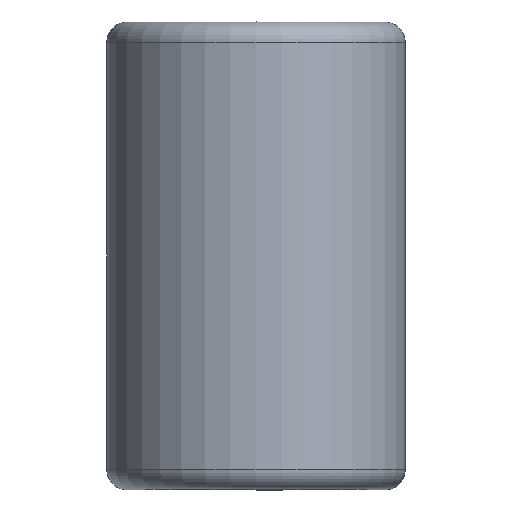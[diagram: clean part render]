
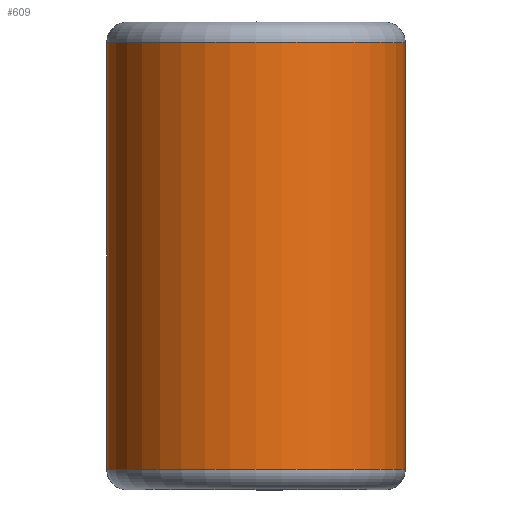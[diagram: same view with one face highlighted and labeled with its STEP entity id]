
A CAD part, top view. The second image highlights one B-rep face of the part: STEP entity #609.
In plain terms, the highlighted cylindrical face has radius 5.575 mm (diameter 11.151 mm), a partial arc.
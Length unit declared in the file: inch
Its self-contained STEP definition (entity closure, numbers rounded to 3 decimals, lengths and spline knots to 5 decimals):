
#38 = DIRECTION ( 'NONE',  ( 0., 1., 0. ) ) ;
#174 = ORIENTED_EDGE ( 'NONE', *, *, #2005, .T. ) ;
#228 = CARTESIAN_POINT ( 'NONE',  ( 0., -0.31375, 0. ) ) ;
#248 = CARTESIAN_POINT ( 'NONE',  ( 0., 0.31375, 0. ) ) ;
#371 = DIRECTION ( 'NONE',  ( 0., 1., 0. ) ) ;
#424 = DIRECTION ( 'NONE',  ( 0., 0., -1. ) ) ;
#441 = DIRECTION ( 'NONE',  ( 0., 0., -1. ) ) ;
#556 = AXIS2_PLACEMENT_3D ( 'NONE', #1626, #1642, #1957 ) ;
#606 = CARTESIAN_POINT ( 'NONE',  ( 0.2195, 0.31375, 0. ) ) ;
#609 = ADVANCED_FACE ( 'NONE', ( #1627 ), #1896, .T. ) ;
#773 = VECTOR ( 'NONE', #38, 39.37008 ) ;
#801 = VECTOR ( 'NONE', #371, 39.37008 ) ;
#828 = CIRCLE ( 'NONE', #1307, 0.2195 ) ;
#834 = EDGE_LOOP ( 'NONE', ( #174, #1114, #1533, #979 ) ) ;
#865 = VERTEX_POINT ( 'NONE', #1885 ) ;
#954 = VERTEX_POINT ( 'NONE', #1980 ) ;
#979 = ORIENTED_EDGE ( 'NONE', *, *, #1998, .F. ) ;
#1023 = CIRCLE ( 'NONE', #2218, 0.2195 ) ;
#1114 = ORIENTED_EDGE ( 'NONE', *, *, #2013, .T. ) ;
#1213 = CARTESIAN_POINT ( 'NONE',  ( 0.2195, 0.31375, 0. ) ) ;
#1276 = LINE ( 'NONE', #1448, #801 ) ;
#1307 = AXIS2_PLACEMENT_3D ( 'NONE', #228, #1493, #424 ) ;
#1448 = CARTESIAN_POINT ( 'NONE',  ( 0., 0.31375, -0.2195 ) ) ;
#1454 = VERTEX_POINT ( 'NONE', #1457 ) ;
#1457 = CARTESIAN_POINT ( 'NONE',  ( 0.2195, -0.31375, 0. ) ) ;
#1493 = DIRECTION ( 'NONE',  ( 0., -1., 0. ) ) ;
#1515 = DIRECTION ( 'NONE',  ( 0., -1., 0. ) ) ;
#1533 = ORIENTED_EDGE ( 'NONE', *, *, #1869, .F. ) ;
#1626 = CARTESIAN_POINT ( 'NONE',  ( 0., 0.3125, 0. ) ) ;
#1627 = FACE_OUTER_BOUND ( 'NONE', #834, .T. ) ;
#1642 = DIRECTION ( 'NONE',  ( 0., -1., 0. ) ) ;
#1869 = EDGE_CURVE ( 'NONE', #865, #954, #1276, .T. ) ;
#1885 = CARTESIAN_POINT ( 'NONE',  ( 0., -0.31375, -0.2195 ) ) ;
#1896 = CYLINDRICAL_SURFACE ( 'NONE', #556, 0.2195 ) ;
#1957 = DIRECTION ( 'NONE',  ( 0., 0., -1. ) ) ;
#1980 = CARTESIAN_POINT ( 'NONE',  ( 0., 0.31375, -0.2195 ) ) ;
#1998 = EDGE_CURVE ( 'NONE', #1454, #865, #828, .T. ) ;
#2005 = EDGE_CURVE ( 'NONE', #1454, #2136, #2267, .T. ) ;
#2013 = EDGE_CURVE ( 'NONE', #2136, #954, #1023, .T. ) ;
#2136 = VERTEX_POINT ( 'NONE', #1213 ) ;
#2218 = AXIS2_PLACEMENT_3D ( 'NONE', #248, #1515, #441 ) ;
#2267 = LINE ( 'NONE', #606, #773 ) ;
